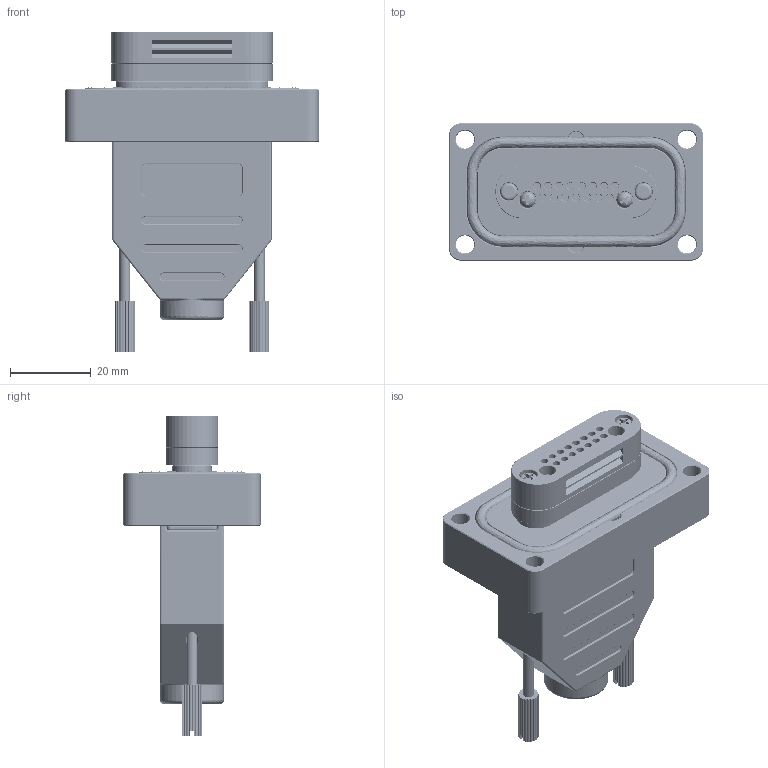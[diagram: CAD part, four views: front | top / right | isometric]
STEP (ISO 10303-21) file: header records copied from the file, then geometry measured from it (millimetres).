
FILE_DESCRIPTION (( 'STEP AP214' ), '1' );
FILE_NAME ('俋楷耀倰-Z-D-BP-1D15.STEP', '2024-08-14T03:43:29', ( '' ), ( '' ), 'SwSTEP 2.0', 'SolidWorks 2020', '' );
FILE_SCHEMA (( 'AUTOMOTIVE_DESIGN' ));
Length unit declared in the file: millimetre
Products named in the file (14): UNC#4-40-12.7; ĸͷ-DB15; DB15脣芛; XF-D15-01; 脣芛蹟隊-UNC #4-40; 俋楷耀倰-CFG-D1005; 40X2.65-BP15; 俋楷耀倰-Z-D-BP-1D15; NDL-D10L13; 俋褲-DB15; XF-D15; XF-D15-02; 俋楷耀倰-FL-D-BP-1D15; SCRW-M3
Assembly tree (44 placements, depth 3):
  俋楷耀倰-Z-D-BP-1D15
    俋楷耀倰-FL-D-BP-1D15
    NDL-D10L13  x15
    40X2.65-BP15
    DB15脣芛
      俋褲-DB15
      ĸͷ-DB15
      脣芛蹟隊-UNC #4-40  x2
    XF-D15
      XF-D15-01
      XF-D15-02
      UNC#4-40-12.7  x2
      SCRW-M3  x2
      俋楷耀倰-CFG-D1005  x15
Bounding box: 63 x 34 x 79.4 mm (x, y, z)
Volume: 52426.8 mm3; surface area: 29842.6 mm2
Topology: 43 solids, 43 shells, 1599 faces, 4644 edges, 3287 vertices
Faces by surface type: cylinder 610, plane 564, cone 154, torus 141, bspline 118, sphere 12
Full cylindrical faces by diameter (mm): 1 x45, 1.6 x15, 1.66 x15, 1.8 x30, 2.22 x15, 2.3 x64, 2.4 x17, 2.7 x2, 3 x40, 3.2 x2, 4 x2, 4.2 x2, 4.3 x4, 4.5 x6, 12 x1, 15.9 x1
Entity records: 66077 total; most frequent: CARTESIAN_POINT 36436, ORIENTED_EDGE 6290, DIRECTION 5363, EDGE_CURVE 3145, VERTEX_POINT 2466, AXIS2_PLACEMENT_3D 1990, EDGE_LOOP 1605, VECTOR 1383
